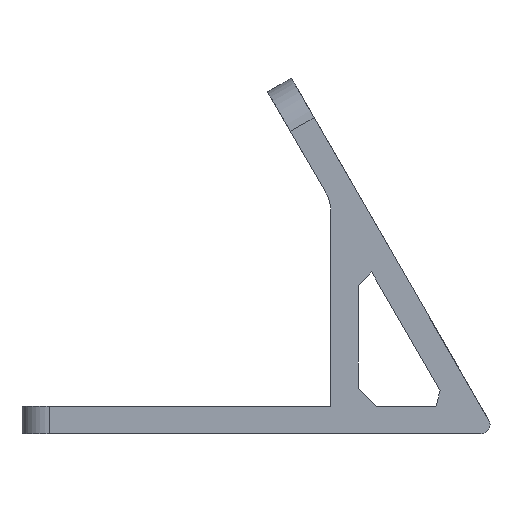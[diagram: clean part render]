
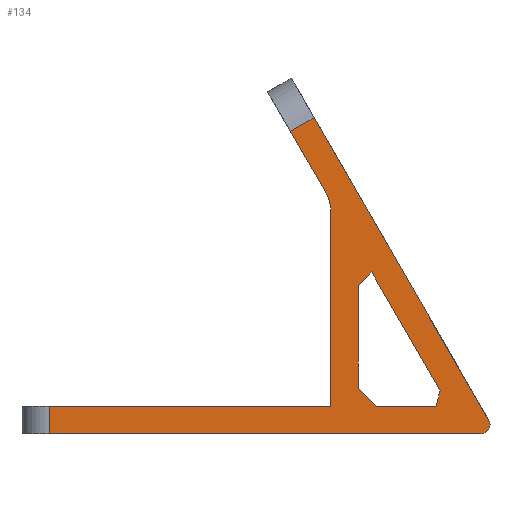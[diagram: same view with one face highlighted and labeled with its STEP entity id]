
A CAD part, front view. The second image highlights one B-rep face of the part: STEP entity #134.
In plain terms, the highlighted planar face has unit normal (0, -1, 0).
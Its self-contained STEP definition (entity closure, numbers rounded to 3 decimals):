
#134=ADVANCED_FACE('',(#1104,#1106),#1108,.T.);
#1104=FACE_BOUND('',#1105,.T.);
#1105=EDGE_LOOP('',(#1930,#1931,#1932,#1933,#1934,#1935,#1936,#1937,#1938));
#1106=FACE_BOUND('',#1107,.T.);
#1107=EDGE_LOOP('',(#1939,#1940,#1941,#1942,#1943,#1944));
#1108=PLANE('',#1109);
#1109=AXIS2_PLACEMENT_3D('',#1110,#1111,#1112);
#1110=CARTESIAN_POINT('',(0.,-36.,0.));
#1111=DIRECTION('',(0.,-1.,0.));
#1112=DIRECTION('',(1.,0.,0.));
#1930=ORIENTED_EDGE('',*,*,#2492,.T.);
#1931=ORIENTED_EDGE('',*,*,#2448,.T.);
#1932=ORIENTED_EDGE('',*,*,#2491,.F.);
#1933=ORIENTED_EDGE('',*,*,#2493,.T.);
#1934=ORIENTED_EDGE('',*,*,#2494,.T.);
#1935=ORIENTED_EDGE('',*,*,#2495,.T.);
#1936=ORIENTED_EDGE('',*,*,#2496,.T.);
#1937=ORIENTED_EDGE('',*,*,#2497,.F.);
#1938=ORIENTED_EDGE('',*,*,#2452,.T.);
#1939=ORIENTED_EDGE('',*,*,#2498,.F.);
#1940=ORIENTED_EDGE('',*,*,#2499,.T.);
#1941=ORIENTED_EDGE('',*,*,#2500,.F.);
#1942=ORIENTED_EDGE('',*,*,#2501,.T.);
#1943=ORIENTED_EDGE('',*,*,#2502,.F.);
#1944=ORIENTED_EDGE('',*,*,#2503,.T.);
#2448=EDGE_CURVE('',#2743,#2741,#2744,.T.);
#2452=EDGE_CURVE('',#2751,#2748,#2752,.T.);
#2491=EDGE_CURVE('',#2821,#2741,#2823,.F.);
#2492=EDGE_CURVE('',#2748,#2743,#2824,.T.);
#2493=EDGE_CURVE('',#2821,#2825,#2826,.T.);
#2494=EDGE_CURVE('',#2825,#2827,#2828,.T.);
#2495=EDGE_CURVE('',#2827,#2829,#2830,.T.);
#2496=EDGE_CURVE('',#2829,#2831,#2832,.T.);
#2497=EDGE_CURVE('',#2751,#2831,#2833,.F.);
#2498=EDGE_CURVE('',#2834,#2835,#2836,.F.);
#2499=EDGE_CURVE('',#2834,#2837,#2838,.T.);
#2500=EDGE_CURVE('',#2839,#2837,#2840,.F.);
#2501=EDGE_CURVE('',#2839,#2841,#2842,.T.);
#2502=EDGE_CURVE('',#2843,#2841,#2844,.F.);
#2503=EDGE_CURVE('',#2843,#2835,#2845,.T.);
#2741=VERTEX_POINT('',#3240);
#2743=VERTEX_POINT('',#3244);
#2744=LINE('',#3245,#3246);
#2748=VERTEX_POINT('',#3257);
#2751=VERTEX_POINT('',#3263);
#2752=LINE('',#3264,#3265);
#2821=VERTEX_POINT('',#3416);
#2823=CIRCLE('',#3420,4.);
#2824=LINE('',#3424,#3425);
#2825=VERTEX_POINT('',#3427);
#2826=LINE('',#3428,#3429);
#2827=VERTEX_POINT('',#3431);
#2828=LINE('',#3432,#3433);
#2829=VERTEX_POINT('',#3435);
#2830=LINE('',#3436,#3437);
#2831=VERTEX_POINT('',#3439);
#2832=LINE('',#3440,#3441);
#2833=CIRCLE('',#3443,1.);
#2834=VERTEX_POINT('',#3447);
#2835=VERTEX_POINT('',#3448);
#2836=LINE('',#3449,#3450);
#2837=VERTEX_POINT('',#3452);
#2838=LINE('',#3453,#3454);
#2839=VERTEX_POINT('',#3456);
#2840=LINE('',#3457,#3458);
#2841=VERTEX_POINT('',#3460);
#2842=LINE('',#3461,#3462);
#2843=VERTEX_POINT('',#3464);
#2844=LINE('',#3465,#3466);
#2845=LINE('',#3468,#3469);
#3240=CARTESIAN_POINT('',(-15.241,-36.,26.398));
#3244=CARTESIAN_POINT('',(-19.134,-36.,33.141));
#3245=CARTESIAN_POINT('',(-19.134,-36.,33.141));
#3246=VECTOR('',#3247,1.);
#3247=DIRECTION('',(0.5,0.,-0.866));
#3257=CARTESIAN_POINT('',(-16.536,-36.,34.641));
#3263=CARTESIAN_POINT('',(2.598,-36.,1.5));
#3264=CARTESIAN_POINT('',(2.598,-36.,1.5));
#3265=VECTOR('',#3266,1.);
#3266=DIRECTION('',(-0.5,0.,0.866));
#3416=CARTESIAN_POINT('',(-14.705,-36.,24.398));
#3420=AXIS2_PLACEMENT_3D('',#3421,#3422,#3423);
#3421=CARTESIAN_POINT('',(-18.705,-36.,24.398));
#3422=DIRECTION('',(0.,1.,0.));
#3423=DIRECTION('',(0.866,0.,0.5));
#3424=CARTESIAN_POINT('',(-16.536,-36.,34.641));
#3425=VECTOR('',#3426,1.);
#3426=DIRECTION('',(-0.866,0.,-0.5));
#3427=CARTESIAN_POINT('',(-14.705,-36.,3.));
#3428=CARTESIAN_POINT('',(-14.705,-36.,24.398));
#3429=VECTOR('',#3430,1.);
#3430=DIRECTION('',(0.,0.,-1.));
#3431=CARTESIAN_POINT('',(-45.536,-36.,3.));
#3432=CARTESIAN_POINT('',(-14.705,-36.,3.));
#3433=VECTOR('',#3434,1.);
#3434=DIRECTION('',(-1.,0.,0.));
#3435=CARTESIAN_POINT('',(-45.536,-36.,0.));
#3436=CARTESIAN_POINT('',(-45.536,-36.,3.));
#3437=VECTOR('',#3438,1.);
#3438=DIRECTION('',(0.,0.,-1.));
#3439=CARTESIAN_POINT('',(1.732,-36.,0.));
#3440=CARTESIAN_POINT('',(-45.536,-36.,0.));
#3441=VECTOR('',#3442,1.);
#3442=DIRECTION('',(1.,0.,0.));
#3443=AXIS2_PLACEMENT_3D('',#3444,#3445,#3446);
#3444=CARTESIAN_POINT('',(1.732,-36.,1.));
#3445=DIRECTION('',(0.,-1.,0.));
#3446=DIRECTION('',(0.,0.,-1.));
#3447=CARTESIAN_POINT('',(-10.241,-36.,17.737));
#3448=CARTESIAN_POINT('',(-11.705,-36.,16.273));
#3449=CARTESIAN_POINT('',(-11.705,-36.,16.273));
#3450=VECTOR('',#3451,1.);
#3451=DIRECTION('',(0.707,0.,0.707));
#3452=CARTESIAN_POINT('',(-2.732,-36.,4.732));
#3453=CARTESIAN_POINT('',(-10.241,-36.,17.737));
#3454=VECTOR('',#3455,1.);
#3455=DIRECTION('',(0.5,0.,-0.866));
#3456=CARTESIAN_POINT('',(-3.196,-36.,3.));
#3457=CARTESIAN_POINT('',(-2.732,-36.,4.732));
#3458=VECTOR('',#3459,1.);
#3459=DIRECTION('',(-0.259,0.,-0.966));
#3460=CARTESIAN_POINT('',(-9.705,-36.,3.));
#3461=CARTESIAN_POINT('',(-3.196,-36.,3.));
#3462=VECTOR('',#3463,1.);
#3463=DIRECTION('',(-1.,0.,0.));
#3464=CARTESIAN_POINT('',(-11.705,-36.,5.));
#3465=CARTESIAN_POINT('',(-9.705,-36.,3.));
#3466=VECTOR('',#3467,1.);
#3467=DIRECTION('',(-0.707,0.,0.707));
#3468=CARTESIAN_POINT('',(-11.705,-36.,5.));
#3469=VECTOR('',#3470,1.);
#3470=DIRECTION('',(0.,0.,1.));
